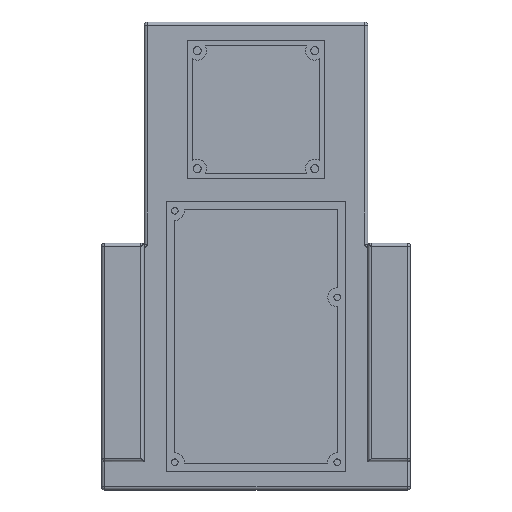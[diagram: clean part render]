
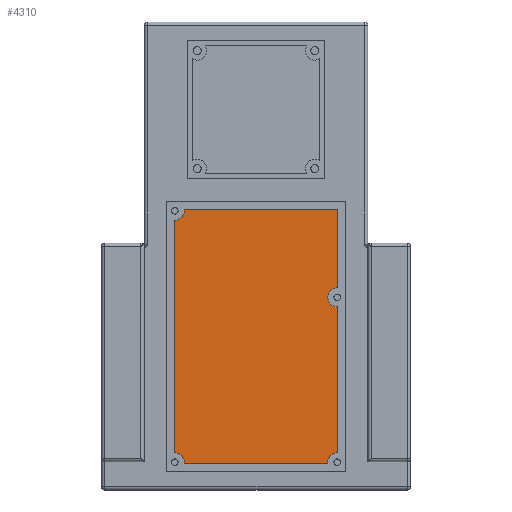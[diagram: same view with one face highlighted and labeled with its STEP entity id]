
A CAD part, top view. The second image highlights one B-rep face of the part: STEP entity #4310.
In plain terms, the highlighted planar face has unit normal (0, 0, 1).
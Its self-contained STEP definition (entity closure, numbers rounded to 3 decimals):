
#176=PLANE('',#4801);
#464=FACE_OUTER_BOUND('',#739,.T.);
#739=EDGE_LOOP('',(#3871,#3872,#3873,#3874,#3875,#3876,#3877,#3878,#3879));
#1107=LINE('',#7982,#1476);
#1108=LINE('',#7986,#1477);
#1109=LINE('',#7990,#1478);
#1110=LINE('',#7992,#1479);
#1111=LINE('',#7995,#1480);
#1476=VECTOR('',#6093,10.);
#1477=VECTOR('',#6096,10.);
#1478=VECTOR('',#6099,10.);
#1479=VECTOR('',#6100,10.);
#1480=VECTOR('',#6103,10.);
#1719=CIRCLE('',#4800,3.);
#1720=CIRCLE('',#4802,3.);
#1721=CIRCLE('',#4803,3.);
#1722=CIRCLE('',#4804,3.);
#2083=VERTEX_POINT('',#7973);
#2085=VERTEX_POINT('',#7977);
#2086=VERTEX_POINT('',#7981);
#2087=VERTEX_POINT('',#7983);
#2088=VERTEX_POINT('',#7985);
#2089=VERTEX_POINT('',#7987);
#2090=VERTEX_POINT('',#7989);
#2091=VERTEX_POINT('',#7991);
#2092=VERTEX_POINT('',#7993);
#2691=EDGE_CURVE('',#2083,#2085,#1719,.T.);
#2692=EDGE_CURVE('',#2085,#2086,#1107,.T.);
#2693=EDGE_CURVE('',#2086,#2087,#1720,.T.);
#2694=EDGE_CURVE('',#2087,#2088,#1108,.T.);
#2695=EDGE_CURVE('',#2088,#2089,#1721,.T.);
#2696=EDGE_CURVE('',#2089,#2090,#1109,.T.);
#2697=EDGE_CURVE('',#2090,#2091,#1110,.T.);
#2698=EDGE_CURVE('',#2091,#2092,#1722,.T.);
#2699=EDGE_CURVE('',#2092,#2083,#1111,.T.);
#3871=ORIENTED_EDGE('',*,*,#2691,.T.);
#3872=ORIENTED_EDGE('',*,*,#2692,.T.);
#3873=ORIENTED_EDGE('',*,*,#2693,.T.);
#3874=ORIENTED_EDGE('',*,*,#2694,.T.);
#3875=ORIENTED_EDGE('',*,*,#2695,.T.);
#3876=ORIENTED_EDGE('',*,*,#2696,.T.);
#3877=ORIENTED_EDGE('',*,*,#2697,.T.);
#3878=ORIENTED_EDGE('',*,*,#2698,.T.);
#3879=ORIENTED_EDGE('',*,*,#2699,.T.);
#4310=ADVANCED_FACE('',(#464),#176,.T.);
#4800=AXIS2_PLACEMENT_3D('',#7979,#6089,#6090);
#4801=AXIS2_PLACEMENT_3D('',#7980,#6091,#6092);
#4802=AXIS2_PLACEMENT_3D('',#7984,#6094,#6095);
#4803=AXIS2_PLACEMENT_3D('',#7988,#6097,#6098);
#4804=AXIS2_PLACEMENT_3D('',#7994,#6101,#6102);
#6089=DIRECTION('center_axis',(0.,0.,-1.));
#6090=DIRECTION('ref_axis',(-1.,0.,0.));
#6091=DIRECTION('center_axis',(0.,0.,1.));
#6092=DIRECTION('ref_axis',(1.,0.,0.));
#6093=DIRECTION('',(1.,0.,0.));
#6094=DIRECTION('center_axis',(0.,0.,-1.));
#6095=DIRECTION('ref_axis',(-1.,0.,0.));
#6096=DIRECTION('',(0.,1.,0.));
#6097=DIRECTION('center_axis',(0.,0.,-1.));
#6098=DIRECTION('ref_axis',(-1.,0.,0.));
#6099=DIRECTION('',(0.,1.,0.));
#6100=DIRECTION('',(-1.,0.,0.));
#6101=DIRECTION('center_axis',(0.,0.,-1.));
#6102=DIRECTION('ref_axis',(-1.,0.,0.));
#6103=DIRECTION('',(0.,-1.,0.));
#7973=CARTESIAN_POINT('',(2.5,5.79,6.));
#7977=CARTESIAN_POINT('',(5.735,2.5,6.));
#7979=CARTESIAN_POINT('Origin',(2.75,2.8,6.));
#7980=CARTESIAN_POINT('Origin',(28.5,42.675,6.));
#7981=CARTESIAN_POINT('',(51.265,2.5,6.));
#7982=CARTESIAN_POINT('',(41.5,2.5,6.));
#7983=CARTESIAN_POINT('',(54.5,5.79,6.));
#7984=CARTESIAN_POINT('Origin',(54.25,2.8,6.));
#7985=CARTESIAN_POINT('',(54.5,52.11,6.));
#7986=CARTESIAN_POINT('',(54.5,62.763,6.));
#7987=CARTESIAN_POINT('',(54.5,58.09,6.));
#7988=CARTESIAN_POINT('Origin',(54.25,55.1,6.));
#7989=CARTESIAN_POINT('',(54.5,82.85,6.));
#7990=CARTESIAN_POINT('',(54.5,62.763,6.));
#7991=CARTESIAN_POINT('',(5.735,82.85,6.));
#7992=CARTESIAN_POINT('',(15.5,82.85,6.));
#7993=CARTESIAN_POINT('',(2.5,79.56,6.));
#7994=CARTESIAN_POINT('Origin',(2.75,82.55,6.));
#7995=CARTESIAN_POINT('',(2.5,22.588,6.));
